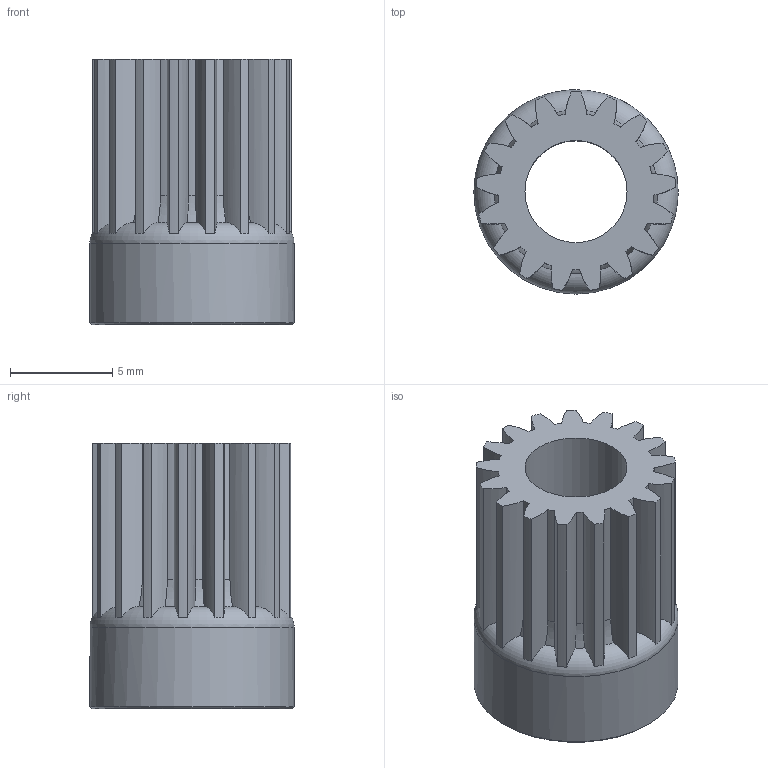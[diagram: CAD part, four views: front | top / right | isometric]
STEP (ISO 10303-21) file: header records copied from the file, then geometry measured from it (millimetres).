
FILE_DESCRIPTION(/* description */ (''),/* implementation_level */ '2;1');
FILE_NAME(/* name */ 'gear motor.stp',/* time_stamp */ '2020-11-19T20:23:41+03:00',/* author */ ('Max'),/* organization */ (''),/* preprocessor_version */ 'ST-DEVELOPER v16.5',/* originating_system */ 'Autodesk Inventor 2017',/* authorisation */ '');
FILE_SCHEMA (('AUTOMOTIVE_DESIGN { 1 0 10303 214 3 1 1 }'));
Length unit declared in the file: millimetre
Products named in the file (1): шестерня \X2\043C043E0442

Bounding box: 10 x 10 x 13 mm (x, y, z)
Volume: 617.4 mm3; surface area: 887.2 mm2
Topology: 1 solids, 1 shells, 91 faces, 266 edges, 177 vertices
Faces by surface type: cylinder 70, torus 18, plane 2, cone 1
Full cylindrical faces by diameter (mm): 5 x1, 10 x1
Entity records: 3406 total; most frequent: CARTESIAN_POINT 1003, ORIENTED_EDGE 520, DIRECTION 500, EDGE_CURVE 260, AXIS2_PLACEMENT_3D 216, VERTEX_POINT 175, CIRCLE 124, EDGE_LOOP 97
